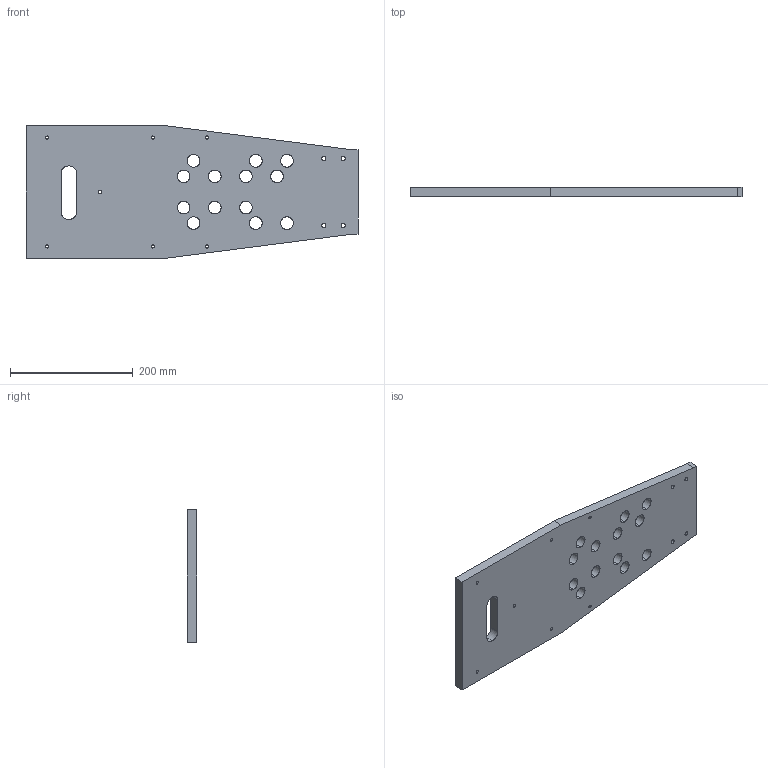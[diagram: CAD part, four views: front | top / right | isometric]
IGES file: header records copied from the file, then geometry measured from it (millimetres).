
Start section: SolidWorks IGES file using analytic representation for surfaces
Global section: file name: D1200139-v2_aLIGO AOS ITM BAFFLE INTERFACE MOUNTING PLATE, BSC2 H1-L1.IGS; native system: SolidWorks 2012; preprocessor: SolidWorks 2012; author: tnguyen; date: 120709.061324; units: inch
Bounding box: 541.69 x 15.88 x 215.9 mm (x, y, z)
Surface area: 237853.5 mm2 (no closed solid volume)
Topology: 0 solids, 0 shells, 63 faces, 1640 edges, 1640 vertices
Faces by surface type: revolution 51, bspline 12
